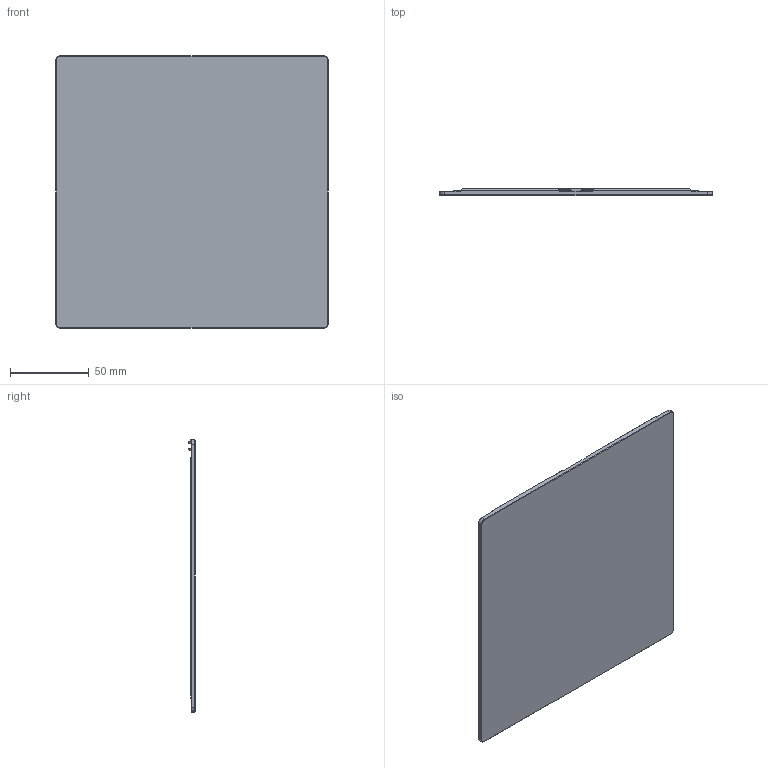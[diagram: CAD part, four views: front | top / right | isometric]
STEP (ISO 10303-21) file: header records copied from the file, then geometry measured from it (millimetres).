
FILE_DESCRIPTION(/* description */ (''),/* implementation_level */ '2;1');
FILE_NAME(/* name */ 'toppanel_with_led_and_routing.step',/* time_stamp */ '2020-09-11T13:11:34-07:00',/* author */ (''),/* organization */ (''),/* preprocessor_version */ 'ST-DEVELOPER v18.1',/* originating_system */ 'Autodesk Translation Framework v9.3.0.1241',/* authorisation */ '');
FILE_SCHEMA (('AUTOMOTIVE_DESIGN { 1 0 10303 214 3 1 1 }'));
Length unit declared in the file: millimetre
Products named in the file (1): tophat_toppanel_LED_routing
Bounding box: 172.5 x 4.4 x 172.5 mm (x, y, z)
Volume: 63477.8 mm3; surface area: 62725 mm2
Topology: 1 solids, 1 shells, 107 faces, 294 edges, 189 vertices
Faces by surface type: plane 72, cylinder 23, cone 12
Entity records: 3405 total; most frequent: CARTESIAN_POINT 600, ORIENTED_EDGE 588, DIRECTION 580, EDGE_CURVE 294, LINE 216, VECTOR 216, VERTEX_POINT 189, AXIS2_PLACEMENT_3D 182
